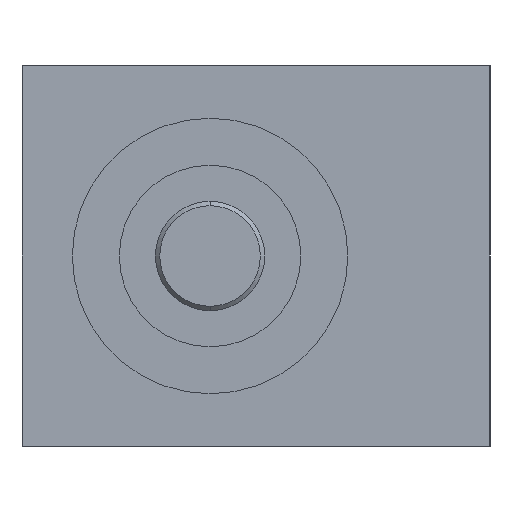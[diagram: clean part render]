
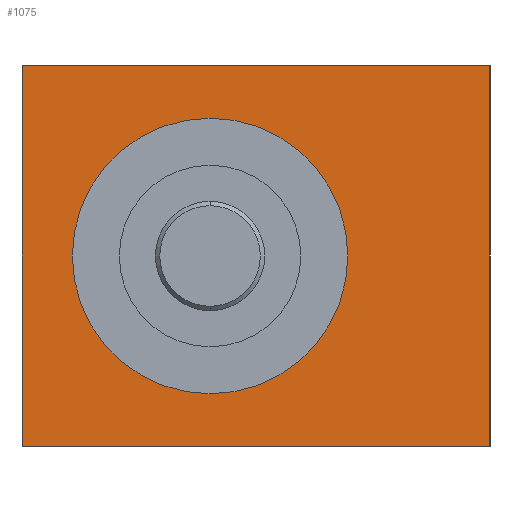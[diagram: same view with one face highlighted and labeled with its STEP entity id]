
A CAD part, left-side view. The second image highlights one B-rep face of the part: STEP entity #1075.
In plain terms, the highlighted planar face has unit normal (-1, 0, 0).
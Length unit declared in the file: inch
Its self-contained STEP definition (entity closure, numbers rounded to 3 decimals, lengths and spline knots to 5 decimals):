
#77 = FACE_OUTER_BOUND ( 'NONE', #1736, .T. ) ;
#81 = CARTESIAN_POINT ( 'NONE',  ( -0.51969, 0., 0.12402 ) ) ;
#92 = VERTEX_POINT ( 'NONE', #1519 ) ;
#132 = DIRECTION ( 'NONE',  ( 0., 0., -1. ) ) ;
#162 = CARTESIAN_POINT ( 'NONE',  ( -0.51969, 0.16929, 0.17126 ) ) ;
#240 = EDGE_LOOP ( 'NONE', ( #1837, #1391 ) ) ;
#254 = DIRECTION ( 'NONE',  ( -1., 0., 0. ) ) ;
#283 = AXIS2_PLACEMENT_3D ( 'NONE', #936, #1614, #132 ) ;
#297 = CARTESIAN_POINT ( 'NONE',  ( -0.51969, -0.25197, -0.17126 ) ) ;
#300 = LINE ( 'NONE', #771, #389 ) ;
#319 = CARTESIAN_POINT ( 'NONE',  ( -0.51969, 0.16929, -0.17126 ) ) ;
#386 = CARTESIAN_POINT ( 'NONE',  ( -0.51969, 0.16929, -0.17126 ) ) ;
#389 = VECTOR ( 'NONE', #416, 39.37008 ) ;
#416 = DIRECTION ( 'NONE',  ( 0., 0., 1. ) ) ;
#420 = AXIS2_PLACEMENT_3D ( 'NONE', #1824, #757, #809 ) ;
#426 = VERTEX_POINT ( 'NONE', #2121 ) ;
#438 = VERTEX_POINT ( 'NONE', #1567 ) ;
#527 = CIRCLE ( 'NONE', #2017, 0.12402 ) ;
#607 = EDGE_CURVE ( 'NONE', #1936, #1227, #1160, .T. ) ;
#757 = DIRECTION ( 'NONE',  ( -1., 0., 0. ) ) ;
#771 = CARTESIAN_POINT ( 'NONE',  ( -0.51969, 0.16929, 0.17126 ) ) ;
#809 = DIRECTION ( 'NONE',  ( 0., 0., 1. ) ) ;
#816 = DIRECTION ( 'NONE',  ( 0., -1., 0. ) ) ;
#936 = CARTESIAN_POINT ( 'NONE',  ( -0.51969, -0.25197, 0.17126 ) ) ;
#1075 = ADVANCED_FACE ( 'NONE', ( #1550, #77 ), #1748, .F. ) ;
#1112 = EDGE_CURVE ( 'NONE', #1227, #92, #300, .T. ) ;
#1160 = LINE ( 'NONE', #319, #2010 ) ;
#1227 = VERTEX_POINT ( 'NONE', #386 ) ;
#1265 = ORIENTED_EDGE ( 'NONE', *, *, #607, .F. ) ;
#1271 = ORIENTED_EDGE ( 'NONE', *, *, #1620, .F. ) ;
#1291 = DIRECTION ( 'NONE',  ( 0., 0., -1. ) ) ;
#1306 = VECTOR ( 'NONE', #816, 39.37008 ) ;
#1323 = ORIENTED_EDGE ( 'NONE', *, *, #1343, .F. ) ;
#1330 = EDGE_CURVE ( 'NONE', #2000, #426, #1544, .T. ) ;
#1343 = EDGE_CURVE ( 'NONE', #92, #438, #1467, .T. ) ;
#1391 = ORIENTED_EDGE ( 'NONE', *, *, #1462, .F. ) ;
#1462 = EDGE_CURVE ( 'NONE', #426, #2000, #527, .T. ) ;
#1467 = LINE ( 'NONE', #162, #1306 ) ;
#1519 = CARTESIAN_POINT ( 'NONE',  ( -0.51969, 0.16929, 0.17126 ) ) ;
#1544 = CIRCLE ( 'NONE', #420, 0.12402 ) ;
#1550 = FACE_BOUND ( 'NONE', #240, .T. ) ;
#1567 = CARTESIAN_POINT ( 'NONE',  ( -0.51969, -0.25197, 0.17126 ) ) ;
#1614 = DIRECTION ( 'NONE',  ( 1., 0., 0. ) ) ;
#1620 = EDGE_CURVE ( 'NONE', #438, #1936, #1945, .T. ) ;
#1651 = DIRECTION ( 'NONE',  ( 0., 1., 0. ) ) ;
#1719 = DIRECTION ( 'NONE',  ( 0., 0., 1. ) ) ;
#1736 = EDGE_LOOP ( 'NONE', ( #1323, #1796, #1265, #1271 ) ) ;
#1748 = PLANE ( 'NONE',  #283 ) ;
#1796 = ORIENTED_EDGE ( 'NONE', *, *, #1112, .F. ) ;
#1824 = CARTESIAN_POINT ( 'NONE',  ( -0.51969, 0., 0. ) ) ;
#1837 = ORIENTED_EDGE ( 'NONE', *, *, #1330, .F. ) ;
#1889 = CARTESIAN_POINT ( 'NONE',  ( -0.51969, 0., 0. ) ) ;
#1927 = VECTOR ( 'NONE', #1291, 39.37008 ) ;
#1936 = VERTEX_POINT ( 'NONE', #297 ) ;
#1945 = LINE ( 'NONE', #2104, #1927 ) ;
#2000 = VERTEX_POINT ( 'NONE', #81 ) ;
#2010 = VECTOR ( 'NONE', #1651, 39.37008 ) ;
#2017 = AXIS2_PLACEMENT_3D ( 'NONE', #1889, #254, #1719 ) ;
#2104 = CARTESIAN_POINT ( 'NONE',  ( -0.51969, -0.25197, 0.17126 ) ) ;
#2121 = CARTESIAN_POINT ( 'NONE',  ( -0.51969, 0., -0.12402 ) ) ;
